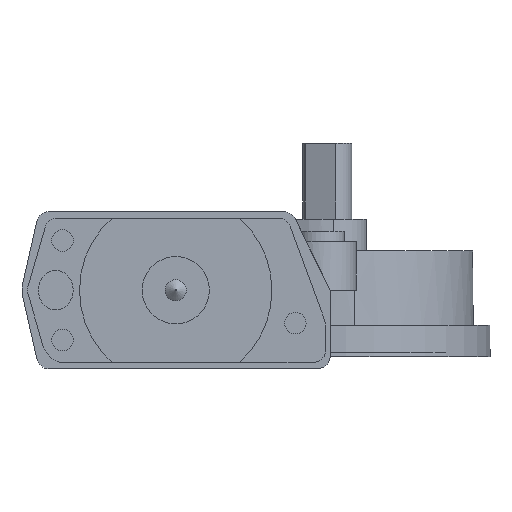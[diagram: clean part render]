
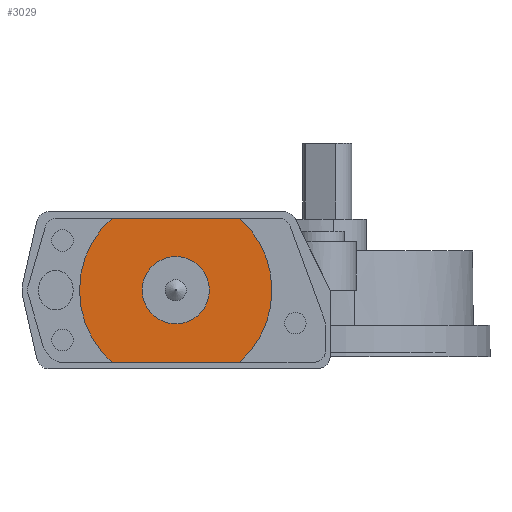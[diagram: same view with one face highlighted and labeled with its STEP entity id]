
A CAD part, left-side view. The second image highlights one B-rep face of the part: STEP entity #3029.
In plain terms, the highlighted face is planar.
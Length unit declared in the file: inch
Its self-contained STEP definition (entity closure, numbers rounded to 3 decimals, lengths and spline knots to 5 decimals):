
#308=LINE('',#5145,#549);
#309=LINE('',#5149,#550);
#549=VECTOR('',#4187,1.00539);
#550=VECTOR('',#4190,1.00539);
#652=PLANE('',#3339);
#694=FACE_BOUND('',#1039,.T.);
#845=FACE_OUTER_BOUND('',#1038,.T.);
#1038=EDGE_LOOP('',(#2631,#2632,#2633,#2634));
#1039=EDGE_LOOP('',(#2635));
#1189=CIRCLE('',#3337,0.266);
#1190=CIRCLE('',#3340,0.76);
#1191=CIRCLE('',#3341,0.76);
#1455=VERTEX_POINT('',#5139);
#1456=VERTEX_POINT('',#5143);
#1457=VERTEX_POINT('',#5144);
#1458=VERTEX_POINT('',#5146);
#1459=VERTEX_POINT('',#5148);
#1850=EDGE_CURVE('',#1455,#1455,#1189,.T.);
#1851=EDGE_CURVE('',#1456,#1457,#308,.T.);
#1852=EDGE_CURVE('',#1457,#1458,#1190,.T.);
#1853=EDGE_CURVE('',#1458,#1459,#309,.T.);
#1854=EDGE_CURVE('',#1459,#1456,#1191,.T.);
#2631=ORIENTED_EDGE('',*,*,#1851,.T.);
#2632=ORIENTED_EDGE('',*,*,#1852,.T.);
#2633=ORIENTED_EDGE('',*,*,#1853,.T.);
#2634=ORIENTED_EDGE('',*,*,#1854,.T.);
#2635=ORIENTED_EDGE('',*,*,#1850,.F.);
#3029=ADVANCED_FACE('',(#845,#694),#652,.T.);
#3337=AXIS2_PLACEMENT_3D('',#5140,#4181,#4182);
#3339=AXIS2_PLACEMENT_3D('',#5142,#4185,#4186);
#3340=AXIS2_PLACEMENT_3D('',#5147,#4188,#4189);
#3341=AXIS2_PLACEMENT_3D('',#5150,#4191,#4192);
#4181=DIRECTION('center_axis',(0.,0.,1.));
#4182=DIRECTION('ref_axis',(1.,0.,0.));
#4185=DIRECTION('center_axis',(0.,0.,1.));
#4186=DIRECTION('ref_axis',(1.,0.,0.));
#4187=DIRECTION('',(0.,1.,0.));
#4188=DIRECTION('center_axis',(0.,0.,1.));
#4189=DIRECTION('ref_axis',(1.,0.,0.));
#4190=DIRECTION('',(0.,-1.,0.));
#4191=DIRECTION('center_axis',(0.,0.,1.));
#4192=DIRECTION('ref_axis',(1.,0.,0.));
#5139=CARTESIAN_POINT('',(-0.266,0.,0.));
#5140=CARTESIAN_POINT('Origin',(0.,0.,0.));
#5142=CARTESIAN_POINT('Origin',(0.,-1.67757,0.));
#5143=CARTESIAN_POINT('',(0.57,-0.50269,0.));
#5144=CARTESIAN_POINT('',(0.57,0.50269,0.));
#5145=CARTESIAN_POINT('',(0.57,-1.67757,0.));
#5146=CARTESIAN_POINT('',(-0.57,0.50269,0.));
#5147=CARTESIAN_POINT('Origin',(0.,0.,0.));
#5148=CARTESIAN_POINT('',(-0.57,-0.50269,0.));
#5149=CARTESIAN_POINT('',(-0.57,-1.67757,0.));
#5150=CARTESIAN_POINT('Origin',(0.,0.,0.));
